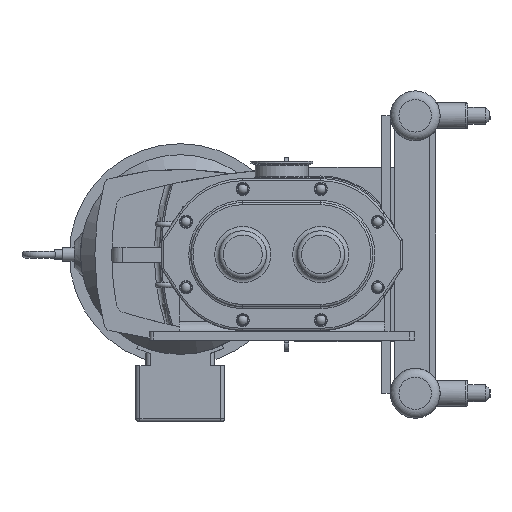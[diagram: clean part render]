
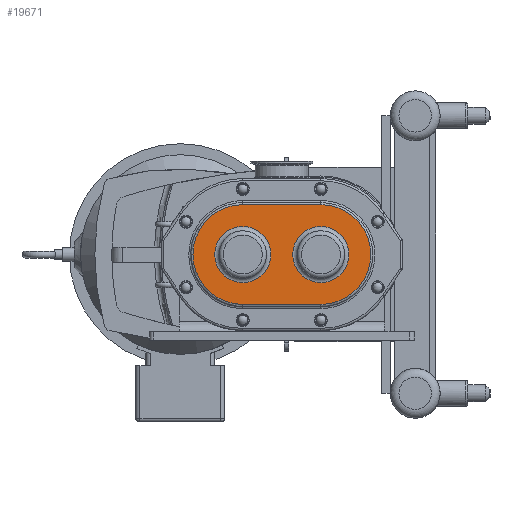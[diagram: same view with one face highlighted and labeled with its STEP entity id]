
A CAD part, left-side view. The second image highlights one B-rep face of the part: STEP entity #19671.
In plain terms, the highlighted planar face has unit normal (-1, 0, 0).
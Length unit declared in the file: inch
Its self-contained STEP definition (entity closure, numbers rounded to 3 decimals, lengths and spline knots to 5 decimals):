
#1353=CIRCLE('',#21545,1.62);
#1354=CIRCLE('',#21547,2.875);
#1355=CIRCLE('',#21548,2.875);
#1356=CIRCLE('',#21549,1.62);
#1895=FACE_BOUND('',#4509,.T.);
#1896=FACE_BOUND('',#4510,.T.);
#2354=PLANE('',#21546);
#3318=FACE_OUTER_BOUND('',#4508,.T.);
#4508=EDGE_LOOP('',(#17282,#17283,#17284,#17285));
#4509=EDGE_LOOP('',(#17286));
#4510=EDGE_LOOP('',(#17287));
#5980=LINE('',#36089,#7416);
#5981=LINE('',#36093,#7417);
#7416=VECTOR('',#26564,0.3937);
#7417=VECTOR('',#26567,0.3937);
#9336=VERTEX_POINT('',#36083);
#9337=VERTEX_POINT('',#36087);
#9338=VERTEX_POINT('',#36088);
#9339=VERTEX_POINT('',#36090);
#9340=VERTEX_POINT('',#36092);
#9341=VERTEX_POINT('',#36095);
#12068=EDGE_CURVE('',#9336,#9336,#1353,.T.);
#12069=EDGE_CURVE('',#9337,#9338,#5980,.T.);
#12070=EDGE_CURVE('',#9339,#9337,#1354,.T.);
#12071=EDGE_CURVE('',#9340,#9339,#5981,.T.);
#12072=EDGE_CURVE('',#9338,#9340,#1355,.T.);
#12073=EDGE_CURVE('',#9341,#9341,#1356,.T.);
#17282=ORIENTED_EDGE('',*,*,#12069,.F.);
#17283=ORIENTED_EDGE('',*,*,#12070,.F.);
#17284=ORIENTED_EDGE('',*,*,#12071,.F.);
#17285=ORIENTED_EDGE('',*,*,#12072,.F.);
#17286=ORIENTED_EDGE('',*,*,#12073,.F.);
#17287=ORIENTED_EDGE('',*,*,#12068,.F.);
#19671=ADVANCED_FACE('',(#3318,#1895,#1896),#2354,.T.);
#21545=AXIS2_PLACEMENT_3D('',#36085,#26560,#26561);
#21546=AXIS2_PLACEMENT_3D('',#36086,#26562,#26563);
#21547=AXIS2_PLACEMENT_3D('',#36091,#26565,#26566);
#21548=AXIS2_PLACEMENT_3D('',#36094,#26568,#26569);
#21549=AXIS2_PLACEMENT_3D('',#36096,#26570,#26571);
#26560=DIRECTION('center_axis',(-1.,0.,0.));
#26561=DIRECTION('ref_axis',(0.,0.,1.));
#26562=DIRECTION('center_axis',(-1.,0.,0.));
#26563=DIRECTION('ref_axis',(0.,0.,-1.));
#26564=DIRECTION('',(0.,-1.,0.));
#26565=DIRECTION('center_axis',(1.,0.,0.));
#26566=DIRECTION('ref_axis',(0.,1.,0.));
#26567=DIRECTION('',(0.,1.,0.));
#26568=DIRECTION('center_axis',(1.,0.,0.));
#26569=DIRECTION('ref_axis',(0.,-1.,0.));
#26570=DIRECTION('center_axis',(-1.,0.,0.));
#26571=DIRECTION('ref_axis',(0.,0.,1.));
#36083=CARTESIAN_POINT('',(-1.02,2.25,-1.62));
#36085=CARTESIAN_POINT('Origin',(-1.02,2.25,0.));
#36086=CARTESIAN_POINT('Origin',(-1.02,0.,0.));
#36087=CARTESIAN_POINT('',(-1.02,2.25,2.875));
#36088=CARTESIAN_POINT('',(-1.02,-2.25,2.875));
#36089=CARTESIAN_POINT('',(-1.02,-1.125,2.875));
#36090=CARTESIAN_POINT('',(-1.02,2.25,-2.875));
#36091=CARTESIAN_POINT('Origin',(-1.02,2.25,0.));
#36092=CARTESIAN_POINT('',(-1.02,-2.25,-2.875));
#36093=CARTESIAN_POINT('',(-1.02,1.125,-2.875));
#36094=CARTESIAN_POINT('Origin',(-1.02,-2.25,0.));
#36095=CARTESIAN_POINT('',(-1.02,-2.25,-1.62));
#36096=CARTESIAN_POINT('Origin',(-1.02,-2.25,0.));
